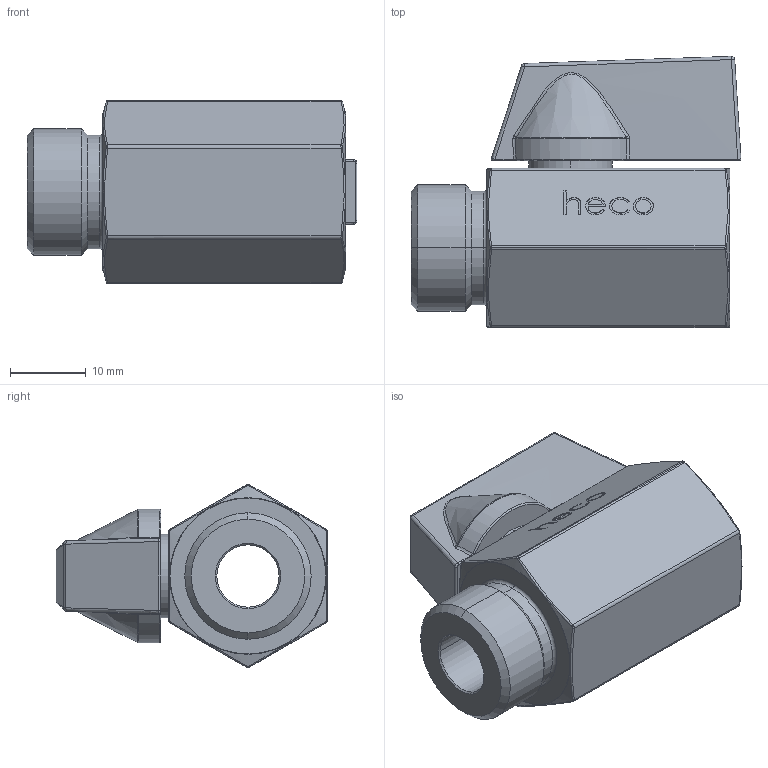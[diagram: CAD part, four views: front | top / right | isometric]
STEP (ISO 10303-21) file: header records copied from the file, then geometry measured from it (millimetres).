
FILE_DESCRIPTION (( 'STEP AP214' ), '1' );
FILE_NAME ('Mini-038-0IA-4 heco.STEP', '2016-07-28T08:25:27', ( '' ), ( '' ), 'SwSTEP 2.0', 'SolidWorks 2016', '' );
FILE_SCHEMA (( 'AUTOMOTIVE_DESIGN' ));
Length unit declared in the file: millimetre
Products named in the file (1): Mini-038-0IA-4 heco
Bounding box: 43.49 x 35.75 x 24.09 mm (x, y, z)
Volume: 14985.3 mm3; surface area: 6310.3 mm2
Topology: 1 solids, 1 shells, 374 faces, 940 edges, 602 vertices
Faces by surface type: bspline 173, plane 146, cylinder 24, cone 15, torus 12, sphere 4
Entity records: 22960 total; most frequent: CARTESIAN_POINT 11041, ORIENTED_EDGE 1872, DIRECTION 1114, EDGE_CURVE 936, VERTEX_POINT 600, LINE 464, VECTOR 464, EDGE_LOOP 412
